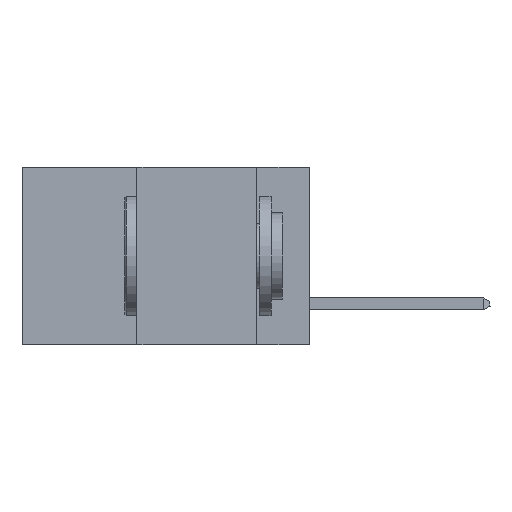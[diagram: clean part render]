
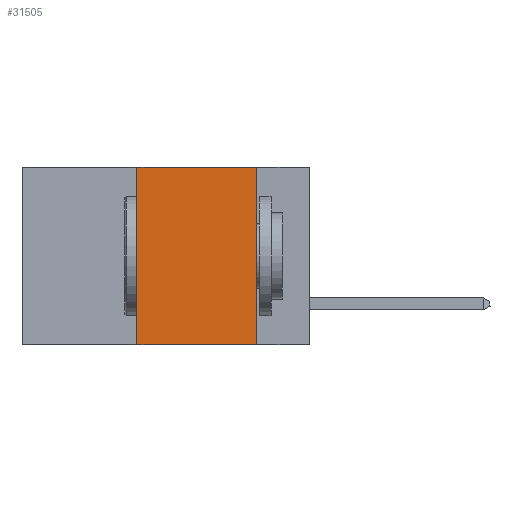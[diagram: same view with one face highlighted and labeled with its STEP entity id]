
A CAD part, left-side view. The second image highlights one B-rep face of the part: STEP entity #31505.
In plain terms, the highlighted planar face has unit normal (-1, 0, 0).
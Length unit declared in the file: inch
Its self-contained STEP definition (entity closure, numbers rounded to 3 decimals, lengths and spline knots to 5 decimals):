
#440 = DIRECTION ( 'NONE',  ( 0., 0., -1. ) ) ;
#549 = DIRECTION ( 'NONE',  ( 0., 0., -1. ) ) ;
#1942 = VERTEX_POINT ( 'NONE', #33950 ) ;
#2192 = EDGE_LOOP ( 'NONE', ( #13143, #32503, #31860, #23502 ) ) ;
#3823 = CARTESIAN_POINT ( 'NONE',  ( 0., 0.11, 0. ) ) ;
#6874 = LINE ( 'NONE', #30869, #7355 ) ;
#7355 = VECTOR ( 'NONE', #14345, 39.37008 ) ;
#7789 = FACE_OUTER_BOUND ( 'NONE', #2192, .T. ) ;
#10889 = CARTESIAN_POINT ( 'NONE',  ( 0., 0.6, -0.37 ) ) ;
#11502 = EDGE_CURVE ( 'NONE', #26608, #14354, #37546, .T. ) ;
#11589 = VECTOR ( 'NONE', #28603, 39.37008 ) ;
#13143 = ORIENTED_EDGE ( 'NONE', *, *, #36066, .F. ) ;
#14345 = DIRECTION ( 'NONE',  ( 0., 0., 1. ) ) ;
#14354 = VERTEX_POINT ( 'NONE', #20785 ) ;
#17911 = EDGE_CURVE ( 'NONE', #1942, #34606, #37629, .T. ) ;
#19114 = AXIS2_PLACEMENT_3D ( 'NONE', #20563, #20140, #549 ) ;
#20140 = DIRECTION ( 'NONE',  ( 1., 0., 0. ) ) ;
#20563 = CARTESIAN_POINT ( 'NONE',  ( 0., 0.6, 0. ) ) ;
#20785 = CARTESIAN_POINT ( 'NONE',  ( 0., 0.11, -0.37 ) ) ;
#23159 = EDGE_CURVE ( 'NONE', #26608, #1942, #6874, .T. ) ;
#23502 = ORIENTED_EDGE ( 'NONE', *, *, #11502, .T. ) ;
#24044 = DIRECTION ( 'NONE',  ( 0., -1., 0. ) ) ;
#24809 = VECTOR ( 'NONE', #24044, 39.37008 ) ;
#26608 = VERTEX_POINT ( 'NONE', #30488 ) ;
#28603 = DIRECTION ( 'NONE',  ( 0., -1., 0. ) ) ;
#29983 = VECTOR ( 'NONE', #440, 39.37008 ) ;
#30488 = CARTESIAN_POINT ( 'NONE',  ( 0., 0.36, -0.37 ) ) ;
#30869 = CARTESIAN_POINT ( 'NONE',  ( 0., 0.36, 0. ) ) ;
#31505 = ADVANCED_FACE ( 'NONE', ( #7789 ), #33459, .F. ) ;
#31860 = ORIENTED_EDGE ( 'NONE', *, *, #23159, .F. ) ;
#32503 = ORIENTED_EDGE ( 'NONE', *, *, #17911, .F. ) ;
#33225 = CARTESIAN_POINT ( 'NONE',  ( 0., 0.11, 0. ) ) ;
#33459 = PLANE ( 'NONE',  #19114 ) ;
#33950 = CARTESIAN_POINT ( 'NONE',  ( 0., 0.36, 0. ) ) ;
#34606 = VERTEX_POINT ( 'NONE', #3823 ) ;
#35410 = CARTESIAN_POINT ( 'NONE',  ( 0., 0.6, 0. ) ) ;
#35594 = LINE ( 'NONE', #33225, #29983 ) ;
#36066 = EDGE_CURVE ( 'NONE', #34606, #14354, #35594, .T. ) ;
#37546 = LINE ( 'NONE', #10889, #24809 ) ;
#37629 = LINE ( 'NONE', #35410, #11589 ) ;
